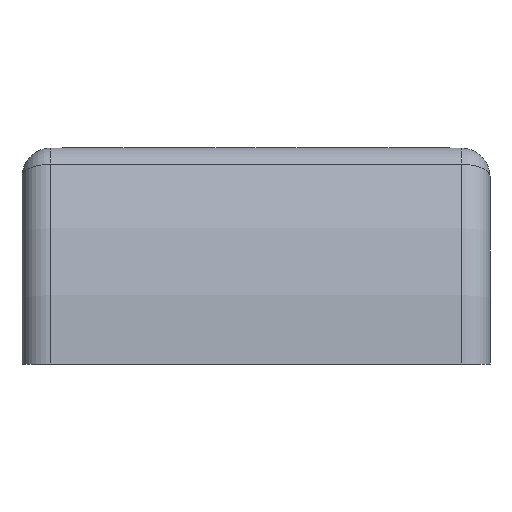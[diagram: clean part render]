
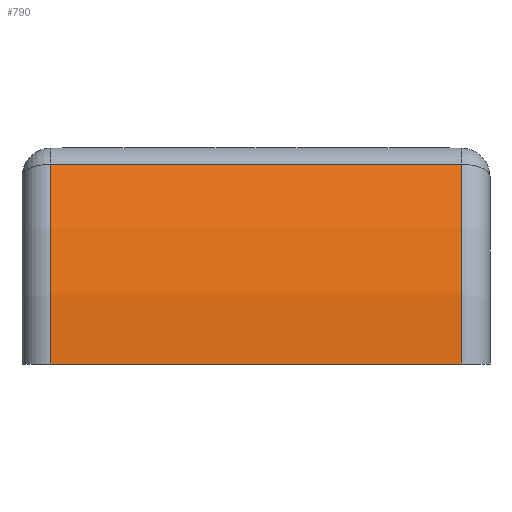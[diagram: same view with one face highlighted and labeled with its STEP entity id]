
A CAD part, left-side view. The second image highlights one B-rep face of the part: STEP entity #790.
In plain terms, the highlighted cylindrical face has radius 127.5 mm (diameter 255 mm), a partial arc.
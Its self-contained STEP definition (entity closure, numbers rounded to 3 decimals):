
#3 = AXIS2_PLACEMENT_3D ( 'NONE', #51, #962, #634 ) ;
#43 = CARTESIAN_POINT ( 'NONE',  ( -67.296, -57., 25.481 ) ) ;
#45 = LINE ( 'NONE', #356, #921 ) ;
#49 = EDGE_CURVE ( 'NONE', #207, #333, #115, .T. ) ;
#51 = CARTESIAN_POINT ( 'NONE',  ( 47.5, -57., -30. ) ) ;
#79 = DIRECTION ( 'NONE',  ( 0., -1., 0. ) ) ;
#108 = EDGE_CURVE ( 'NONE', #333, #884, #912, .T. ) ;
#115 = CIRCLE ( 'NONE', #3, 127.5 ) ;
#153 = AXIS2_PLACEMENT_3D ( 'NONE', #1036, #689, #531 ) ;
#159 = CARTESIAN_POINT ( 'NONE',  ( 47.5, 65., -30. ) ) ;
#194 = EDGE_LOOP ( 'NONE', ( #786, #983, #337, #942 ) ) ;
#207 = VERTEX_POINT ( 'NONE', #416 ) ;
#258 = DIRECTION ( 'NONE',  ( 0., 1., 0. ) ) ;
#270 = VERTEX_POINT ( 'NONE', #432 ) ;
#322 = CARTESIAN_POINT ( 'NONE',  ( -67.296, 65., 25.481 ) ) ;
#333 = VERTEX_POINT ( 'NONE', #43 ) ;
#337 = ORIENTED_EDGE ( 'NONE', *, *, #598, .T. ) ;
#356 = CARTESIAN_POINT ( 'NONE',  ( -80., 65., -30. ) ) ;
#357 = VECTOR ( 'NONE', #258, 1000. ) ;
#394 = AXIS2_PLACEMENT_3D ( 'NONE', #159, #79, #984 ) ;
#416 = CARTESIAN_POINT ( 'NONE',  ( -80., -57., -30. ) ) ;
#423 = CARTESIAN_POINT ( 'NONE',  ( -67.296, 57., 25.481 ) ) ;
#432 = CARTESIAN_POINT ( 'NONE',  ( -80., 57., -30. ) ) ;
#531 = DIRECTION ( 'NONE',  ( 0., 0., 1. ) ) ;
#556 = FACE_OUTER_BOUND ( 'NONE', #194, .T. ) ;
#598 = EDGE_CURVE ( 'NONE', #884, #270, #1040, .T. ) ;
#634 = DIRECTION ( 'NONE',  ( 0., 0., 1. ) ) ;
#689 = DIRECTION ( 'NONE',  ( 0., -1., 0. ) ) ;
#702 = DIRECTION ( 'NONE',  ( 0., -1., 0. ) ) ;
#786 = ORIENTED_EDGE ( 'NONE', *, *, #49, .T. ) ;
#790 = ADVANCED_FACE ( 'NONE', ( #556 ), #805, .T. ) ;
#805 = CYLINDRICAL_SURFACE ( 'NONE', #394, 127.5 ) ;
#884 = VERTEX_POINT ( 'NONE', #423 ) ;
#912 = LINE ( 'NONE', #322, #357 ) ;
#921 = VECTOR ( 'NONE', #702, 1000. ) ;
#942 = ORIENTED_EDGE ( 'NONE', *, *, #1023, .T. ) ;
#962 = DIRECTION ( 'NONE',  ( 0., 1., 0. ) ) ;
#983 = ORIENTED_EDGE ( 'NONE', *, *, #108, .T. ) ;
#984 = DIRECTION ( 'NONE',  ( 0., 0., -1. ) ) ;
#1023 = EDGE_CURVE ( 'NONE', #270, #207, #45, .T. ) ;
#1036 = CARTESIAN_POINT ( 'NONE',  ( 47.5, 57., -30. ) ) ;
#1040 = CIRCLE ( 'NONE', #153, 127.5 ) ;
